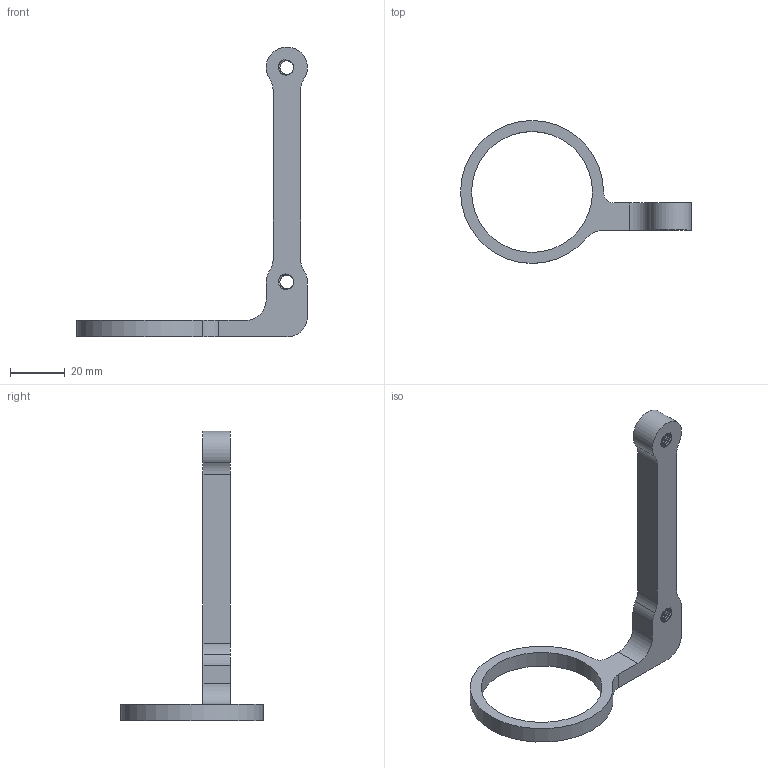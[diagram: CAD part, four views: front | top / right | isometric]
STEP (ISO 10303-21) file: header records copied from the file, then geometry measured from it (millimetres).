
FILE_DESCRIPTION(/* description */ (''),/* implementation_level */ '2;1');
FILE_NAME(/* name */ 'support gb gauche v2.step',/* time_stamp */ '2021-01-22T12:46:25+01:00',/* author */ (''),/* organization */ (''),/* preprocessor_version */ 'ST-DEVELOPER v18.1',/* originating_system */ 'Autodesk Translation Framework v9.7.1.1290',/* authorisation */ '');
FILE_SCHEMA (('AUTOMOTIVE_DESIGN { 1 0 10303 214 3 1 1 }'));
Length unit declared in the file: millimetre
Products named in the file (1): support gb gauche
Bounding box: 84 x 52 x 105.47 mm (x, y, z)
Volume: 16405.5 mm3; surface area: 8690.2 mm2
Topology: 1 solids, 1 shells, 69 faces, 201 edges, 134 vertices
Faces by surface type: cylinder 57, plane 8, bspline 4
Full cylindrical faces by diameter (mm): 5.035 x10, 6.147 x4, 44 x1
Entity records: 5206 total; most frequent: CARTESIAN_POINT 3501, ORIENTED_EDGE 402, DIRECTION 271, EDGE_CURVE 201, VERTEX_POINT 134, AXIS2_PLACEMENT_3D 100, B_SPLINE_CURVE_WITH_KNOTS 96, EDGE_LOOP 75
